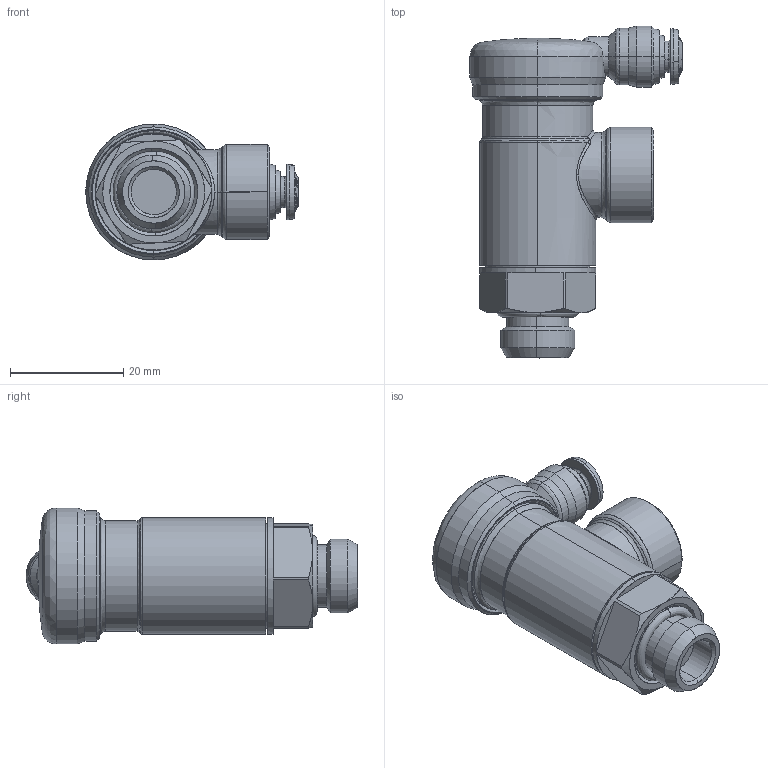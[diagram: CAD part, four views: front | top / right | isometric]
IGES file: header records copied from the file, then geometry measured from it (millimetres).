
Start section: SolidWorks IGES file using analytic representation for surfaces
Global section: file name: 0889000003.IGS; native system: SolidWorks 2008; preprocessor: SolidWorks 2008; author: cad02; date: 080707.160734; units: millimetre
Bounding box: 37.5 x 58.6 x 24 mm (x, y, z)
Surface area: 7097.9 mm2 (no closed solid volume)
Topology: 0 solids, 0 shells, 327 faces, 3320 edges, 3318 vertices
Faces by surface type: bspline 198, revolution 129
